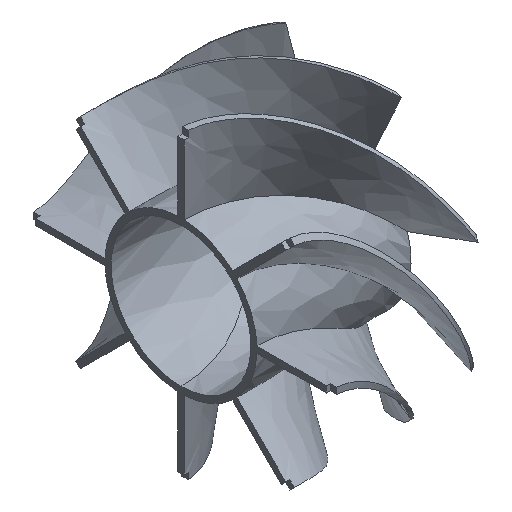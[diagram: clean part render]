
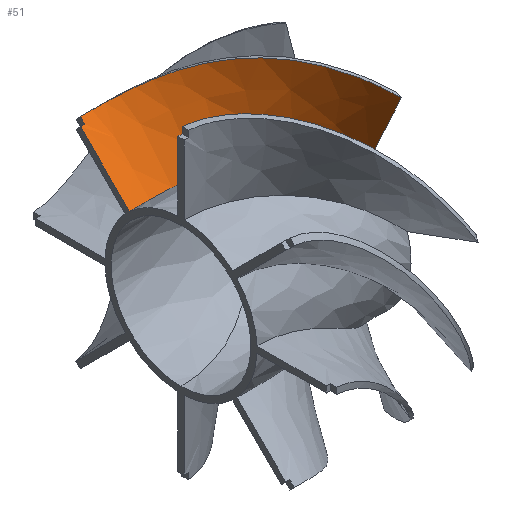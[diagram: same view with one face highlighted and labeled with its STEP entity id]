
A CAD part, isometric view. The second image highlights one B-rep face of the part: STEP entity #51.
In plain terms, the highlighted free-form (B-spline) face has degree [3, 3] with [4, 7] control points.
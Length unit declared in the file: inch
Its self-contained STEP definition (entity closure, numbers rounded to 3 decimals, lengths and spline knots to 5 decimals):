
#51=ADVANCED_FACE('',(#103),#901,.T.);
#103=FACE_OUTER_BOUND('',#155,.T.);
#155=EDGE_LOOP('',(#340,#341,#342,#343,#344,#345));
#340=ORIENTED_EDGE('',*,*,#598,.T.);
#341=ORIENTED_EDGE('',*,*,#573,.T.);
#342=ORIENTED_EDGE('',*,*,#574,.T.);
#343=ORIENTED_EDGE('',*,*,#575,.F.);
#344=ORIENTED_EDGE('',*,*,#571,.F.);
#345=ORIENTED_EDGE('',*,*,#602,.T.);
#571=EDGE_CURVE('',#863,#839,#708,.T.);
#573=EDGE_CURVE('',#865,#840,#710,.T.);
#574=EDGE_CURVE('',#840,#841,#711,.T.);
#575=EDGE_CURVE('',#839,#841,#712,.T.);
#598=EDGE_CURVE('',#864,#865,#735,.T.);
#602=EDGE_CURVE('',#863,#864,#739,.T.);
#708=B_SPLINE_CURVE_WITH_KNOTS('',3,(#2753,#2754,#2755,#2756,#2757,#2758,
#2759),.UNSPECIFIED.,.F.,.F.,(4,1,1,1,4),(0.08,0.73,
1.46,2.19,2.92),.UNSPECIFIED.);
#710=B_SPLINE_CURVE_WITH_KNOTS('',3,(#2764,#2765,#2766,#2767),
 .UNSPECIFIED.,.F.,.F.,(4,4),(-18.84662,-17.53662),
 .UNSPECIFIED.);
#711=B_SPLINE_CURVE_WITH_KNOTS('',3,(#2768,#2769,#2770,#2771,#2772,#2773,
#2774),.UNSPECIFIED.,.F.,.F.,(4,1,1,1,4),(0.,0.73,1.46,
2.19,2.92),.UNSPECIFIED.);
#712=B_SPLINE_CURVE_WITH_KNOTS('',3,(#2775,#2776,#2777,#2778),
 .UNSPECIFIED.,.F.,.F.,(4,4),(-18.96679,-17.53662),
 .UNSPECIFIED.);
#735=B_SPLINE_CURVE_WITH_KNOTS('',3,(#2918,#2919,#2920,#2921),
 .UNSPECIFIED.,.F.,.F.,(4,4),(0.,0.08009),.UNSPECIFIED.);
#739=B_SPLINE_CURVE_WITH_KNOTS('',3,(#2934,#2935,#2936,#2937),
 .UNSPECIFIED.,.F.,.F.,(4,4),(-18.96657,-18.84679),
 .UNSPECIFIED.);
#839=VERTEX_POINT('',#2170);
#840=VERTEX_POINT('',#2171);
#841=VERTEX_POINT('',#2172);
#863=VERTEX_POINT('',#2194);
#864=VERTEX_POINT('',#2195);
#865=VERTEX_POINT('',#2196);
#901=B_SPLINE_SURFACE_WITH_KNOTS('',3,3,((#1823,#1824,#1825,#1826,#1827,
#1828,#1829),(#1830,#1831,#1832,#1833,#1834,#1835,#1836),(#1837,#1838,#1839,
#1840,#1841,#1842,#1843),(#1844,#1845,#1846,#1847,#1848,#1849,#1850)),
 .UNSPECIFIED.,.F.,.F.,.F.,(4,4),(4,1,1,1,4),(-18.96679,-17.53662),
(0.,0.73,1.46,2.19,2.92),
 .UNSPECIFIED.);
#1823=CARTESIAN_POINT('',(9.62372,10.98715,2.07067));
#1824=CARTESIAN_POINT('',(9.86706,10.98644,2.06997));
#1825=CARTESIAN_POINT('',(10.35372,10.87093,2.19223));
#1826=CARTESIAN_POINT('',(11.08372,10.29807,2.61294));
#1827=CARTESIAN_POINT('',(11.81372,9.22088,2.95933));
#1828=CARTESIAN_POINT('',(12.30039,8.22717,2.81733));
#1829=CARTESIAN_POINT('',(12.54372,7.74135,2.5798));
#1830=CARTESIAN_POINT('',(9.62372,10.65006,1.73357));
#1831=CARTESIAN_POINT('',(9.86706,10.64946,1.73299));
#1832=CARTESIAN_POINT('',(10.35372,10.55272,1.83456));
#1833=CARTESIAN_POINT('',(11.08372,10.07353,2.18346));
#1834=CARTESIAN_POINT('',(11.81372,9.174,2.46866));
#1835=CARTESIAN_POINT('',(12.30039,8.34576,2.34684));
#1836=CARTESIAN_POINT('',(12.54372,7.94141,2.14709));
#1837=CARTESIAN_POINT('',(9.62372,10.31296,1.39648));
#1838=CARTESIAN_POINT('',(9.86706,10.31249,1.39601));
#1839=CARTESIAN_POINT('',(10.35372,10.2345,1.47688));
#1840=CARTESIAN_POINT('',(11.08372,9.84899,1.75398));
#1841=CARTESIAN_POINT('',(11.81372,9.12712,1.97799));
#1842=CARTESIAN_POINT('',(12.30039,8.46435,1.87635));
#1843=CARTESIAN_POINT('',(12.54372,8.14147,1.71438));
#1844=CARTESIAN_POINT('',(9.62372,9.97587,1.05939));
#1845=CARTESIAN_POINT('',(9.86706,9.97552,1.05903));
#1846=CARTESIAN_POINT('',(10.35372,9.91629,1.11921));
#1847=CARTESIAN_POINT('',(11.08372,9.62445,1.3245));
#1848=CARTESIAN_POINT('',(11.81372,9.08024,1.48732));
#1849=CARTESIAN_POINT('',(12.30039,8.58294,1.40586));
#1850=CARTESIAN_POINT('',(12.54372,8.34154,1.28167));
#2170=CARTESIAN_POINT('',(12.54372,7.74135,2.5798));
#2171=CARTESIAN_POINT('',(9.62372,9.97587,1.05939));
#2172=CARTESIAN_POINT('',(12.54372,8.34154,1.28167));
#2194=CARTESIAN_POINT('',(9.70372,10.98455,2.07232));
#2195=CARTESIAN_POINT('',(9.70372,10.90009,1.9877));
#2196=CARTESIAN_POINT('',(9.62372,10.90218,1.9857));
#2753=CARTESIAN_POINT('',(9.70372,10.98455,2.07232));
#2754=CARTESIAN_POINT('',(9.92039,10.97269,2.08354));
#2755=CARTESIAN_POINT('',(10.38039,10.84974,2.20732));
#2756=CARTESIAN_POINT('',(11.08372,10.29787,2.61273));
#2757=CARTESIAN_POINT('',(11.81372,9.22078,2.95922));
#2758=CARTESIAN_POINT('',(12.30039,8.22713,2.81729));
#2759=CARTESIAN_POINT('',(12.54372,7.74135,2.5798));
#2764=CARTESIAN_POINT('',(9.62372,10.90218,1.9857));
#2765=CARTESIAN_POINT('',(9.62372,10.59341,1.67693));
#2766=CARTESIAN_POINT('',(9.62372,10.28464,1.36816));
#2767=CARTESIAN_POINT('',(9.62372,9.97587,1.05939));
#2768=CARTESIAN_POINT('',(9.62372,9.97587,1.05939));
#2769=CARTESIAN_POINT('',(9.86706,9.97552,1.05903));
#2770=CARTESIAN_POINT('',(10.35372,9.91629,1.11921));
#2771=CARTESIAN_POINT('',(11.08372,9.62445,1.3245));
#2772=CARTESIAN_POINT('',(11.81372,9.08024,1.48732));
#2773=CARTESIAN_POINT('',(12.30039,8.58294,1.40586));
#2774=CARTESIAN_POINT('',(12.54372,8.34154,1.28167));
#2775=CARTESIAN_POINT('',(12.54372,7.74135,2.5798));
#2776=CARTESIAN_POINT('',(12.54372,7.94141,2.14709));
#2777=CARTESIAN_POINT('',(12.54372,8.14147,1.71438));
#2778=CARTESIAN_POINT('',(12.54372,8.34154,1.28167));
#2918=CARTESIAN_POINT('',(9.70372,10.90009,1.9877));
#2919=CARTESIAN_POINT('',(9.67709,10.90148,1.98637));
#2920=CARTESIAN_POINT('',(9.65042,10.90218,1.9857));
#2921=CARTESIAN_POINT('',(9.62372,10.90218,1.9857));
#2934=CARTESIAN_POINT('',(9.70372,10.98455,2.07232));
#2935=CARTESIAN_POINT('',(9.70372,10.95639,2.04411));
#2936=CARTESIAN_POINT('',(9.70372,10.92824,2.01591));
#2937=CARTESIAN_POINT('',(9.70372,10.90009,1.9877));
